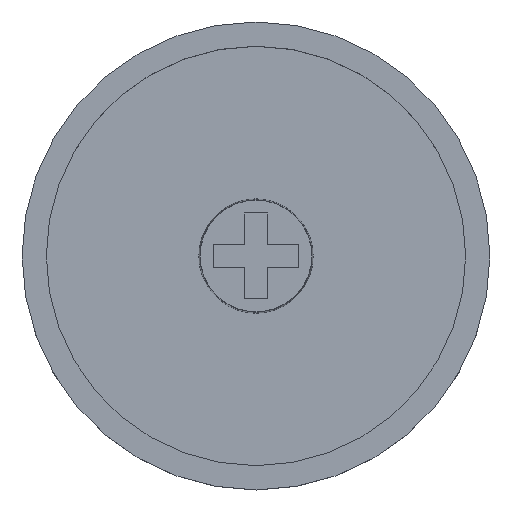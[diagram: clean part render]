
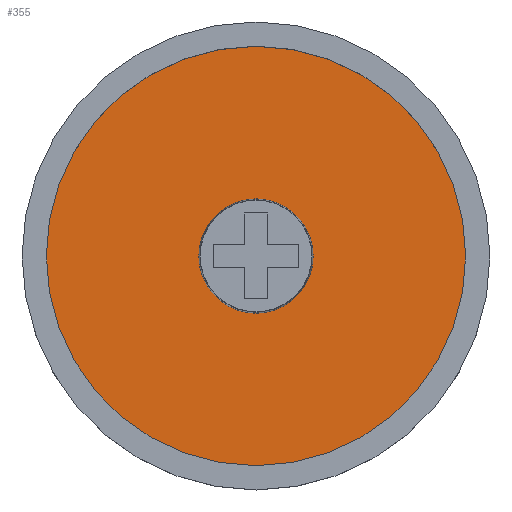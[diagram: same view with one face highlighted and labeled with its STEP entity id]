
A CAD part, top view. The second image highlights one B-rep face of the part: STEP entity #355.
In plain terms, the highlighted planar face has unit normal (0, 0, 1).
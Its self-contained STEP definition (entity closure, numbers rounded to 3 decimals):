
#18=FACE_BOUND('',#153,.T.);
#108=PLANE('',#398);
#129=FACE_OUTER_BOUND('',#152,.T.);
#152=EDGE_LOOP('',(#303));
#153=EDGE_LOOP('',(#304));
#165=CIRCLE('',#385,10.27);
#167=CIRCLE('',#389,2.8);
#172=VERTEX_POINT('',#518);
#174=VERTEX_POINT('',#525);
#205=EDGE_CURVE('',#172,#172,#165,.T.);
#208=EDGE_CURVE('',#174,#174,#167,.T.);
#303=ORIENTED_EDGE('',*,*,#205,.T.);
#304=ORIENTED_EDGE('',*,*,#208,.T.);
#355=ADVANCED_FACE('',(#129,#18),#108,.T.);
#385=AXIS2_PLACEMENT_3D('',#519,#425,#426);
#389=AXIS2_PLACEMENT_3D('',#526,#434,#435);
#398=AXIS2_PLACEMENT_3D('',#581,#478,#479);
#425=DIRECTION('center_axis',(0.,0.,1.));
#426=DIRECTION('ref_axis',(1.,0.,0.));
#434=DIRECTION('center_axis',(0.,0.,-1.));
#435=DIRECTION('ref_axis',(0.,-1.,0.));
#478=DIRECTION('center_axis',(0.,0.,1.));
#479=DIRECTION('ref_axis',(1.,0.,0.));
#518=CARTESIAN_POINT('',(-10.27,0.,1.4));
#519=CARTESIAN_POINT('Origin',(0.,0.,1.4));
#525=CARTESIAN_POINT('',(0.,2.8,1.4));
#526=CARTESIAN_POINT('Origin',(0.,0.,1.4));
#581=CARTESIAN_POINT('Origin',(0.,0.,1.4));
